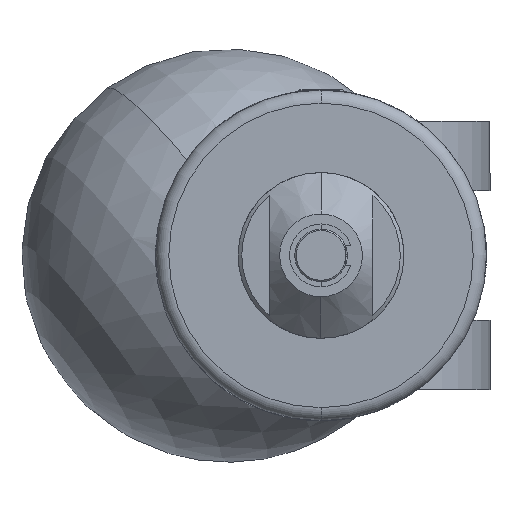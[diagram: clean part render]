
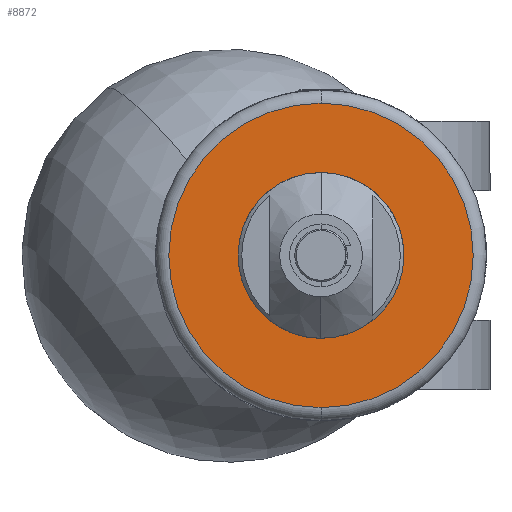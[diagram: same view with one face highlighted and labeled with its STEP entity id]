
A CAD part, left-side view. The second image highlights one B-rep face of the part: STEP entity #8872.
In plain terms, the highlighted planar face has unit normal (-1, 0, 0).
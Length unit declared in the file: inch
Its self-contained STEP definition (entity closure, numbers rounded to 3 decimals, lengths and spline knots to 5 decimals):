
#137 = PLANE ( 'NONE',  #9535 ) ;
#1386 = ORIENTED_EDGE ( 'NONE', *, *, #11374, .F. ) ;
#1569 = DIRECTION ( 'NONE',  ( 0., 0., -1. ) ) ;
#1780 = DIRECTION ( 'NONE',  ( 0., 0., 1. ) ) ;
#1966 = VERTEX_POINT ( 'NONE', #2332 ) ;
#2140 = CARTESIAN_POINT ( 'NONE',  ( -0.0265, 0., -0.46 ) ) ;
#2195 = DIRECTION ( 'NONE',  ( 0., 0., -1. ) ) ;
#2221 = VERTEX_POINT ( 'NONE', #5247 ) ;
#2305 = CARTESIAN_POINT ( 'NONE',  ( -0.0265, 0., 0. ) ) ;
#2332 = CARTESIAN_POINT ( 'NONE',  ( -0.0265, 0., 0.114 ) ) ;
#2420 = ORIENTED_EDGE ( 'NONE', *, *, #10350, .T. ) ;
#2483 = CIRCLE ( 'NONE', #4125, 0.114 ) ;
#2608 = CARTESIAN_POINT ( 'NONE',  ( -0.0265, 0., 0. ) ) ;
#3088 = DIRECTION ( 'NONE',  ( 1., 0., 0. ) ) ;
#3710 = DIRECTION ( 'NONE',  ( -1., 0., 0. ) ) ;
#3870 = CARTESIAN_POINT ( 'NONE',  ( -0.0265, 0., 0.46 ) ) ;
#3931 = CIRCLE ( 'NONE', #7471, 0.46 ) ;
#3969 = ORIENTED_EDGE ( 'NONE', *, *, #10535, .T. ) ;
#4125 = AXIS2_PLACEMENT_3D ( 'NONE', #12616, #3710, #1780 ) ;
#4241 = ORIENTED_EDGE ( 'NONE', *, *, #7377, .F. ) ;
#4441 = DIRECTION ( 'NONE',  ( 0., 0., 1. ) ) ;
#4992 = CARTESIAN_POINT ( 'NONE',  ( -0.0265, 0.5, 0. ) ) ;
#5247 = CARTESIAN_POINT ( 'NONE',  ( -0.0265, 0., -0.114 ) ) ;
#5428 = DIRECTION ( 'NONE',  ( -1., 0., 0. ) ) ;
#5694 = CARTESIAN_POINT ( 'NONE',  ( -0.0265, 0., 0. ) ) ;
#7188 = FACE_BOUND ( 'NONE', #9313, .T. ) ;
#7377 = EDGE_CURVE ( 'NONE', #1966, #2221, #2483, .T. ) ;
#7471 = AXIS2_PLACEMENT_3D ( 'NONE', #2608, #8671, #1569 ) ;
#7562 = DIRECTION ( 'NONE',  ( -1., 0., 0. ) ) ;
#8065 = VERTEX_POINT ( 'NONE', #2140 ) ;
#8671 = DIRECTION ( 'NONE',  ( -1., 0., 0. ) ) ;
#8815 = VERTEX_POINT ( 'NONE', #3870 ) ;
#8857 = FACE_OUTER_BOUND ( 'NONE', #10732, .T. ) ;
#8872 = ADVANCED_FACE ( 'NONE', ( #7188, #8857 ), #137, .F. ) ;
#9313 = EDGE_LOOP ( 'NONE', ( #4241, #1386 ) ) ;
#9318 = CIRCLE ( 'NONE', #9730, 0.46 ) ;
#9535 = AXIS2_PLACEMENT_3D ( 'NONE', #4992, #3088, #2195 ) ;
#9730 = AXIS2_PLACEMENT_3D ( 'NONE', #5694, #7562, #10634 ) ;
#10350 = EDGE_CURVE ( 'NONE', #8065, #8815, #3931, .T. ) ;
#10535 = EDGE_CURVE ( 'NONE', #8815, #8065, #9318, .T. ) ;
#10588 = CIRCLE ( 'NONE', #12449, 0.114 ) ;
#10634 = DIRECTION ( 'NONE',  ( 0., 0., -1. ) ) ;
#10732 = EDGE_LOOP ( 'NONE', ( #2420, #3969 ) ) ;
#11374 = EDGE_CURVE ( 'NONE', #2221, #1966, #10588, .T. ) ;
#12449 = AXIS2_PLACEMENT_3D ( 'NONE', #2305, #5428, #4441 ) ;
#12616 = CARTESIAN_POINT ( 'NONE',  ( -0.0265, 0., 0. ) ) ;
